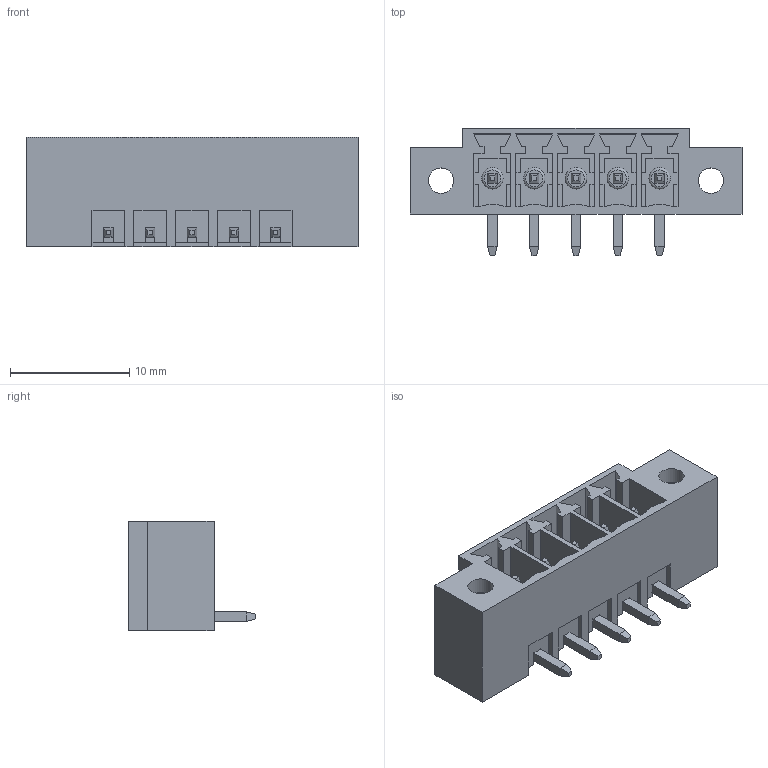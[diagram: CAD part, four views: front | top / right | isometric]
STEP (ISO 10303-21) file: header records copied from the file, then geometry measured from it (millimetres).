
FILE_DESCRIPTION( ( 'Unknown' ), '1' );
FILE_NAME( '691325110005.stp', 'Unknown', ( 'Unknown' ), ( 'Unknown' ), 'PSStep 14.0', 'Unknown', ' ' );
FILE_SCHEMA( ( 'AUTOMOTIVE_DESIGN { 1 0 10303 214 1 1 1 1 }' ) );
Length unit declared in the file: millimetre
Products named in the file (4): Assem1; 6913251100xx_INSERT; 691325110005; 6913251100xx_PIN
Assembly tree (8 placements, depth 2):
  Assem1
    6913251100xx_INSERT  x2
    691325110005
    6913251100xx_PIN  x5
Bounding box: 27.8 x 10.7 x 9.2 mm (x, y, z)
Volume: 959.6 mm3; surface area: 2645.2 mm2
Topology: 8 solids, 8 shells, 338 faces, 894 edges, 579 vertices
Faces by surface type: plane 310, cylinder 19, torus 9
Full cylindrical faces by diameter (mm): 1.8 x5, 2.121 x4
Entity records: 10429 total; most frequent: CARTESIAN_POINT 1685, ORIENTED_EDGE 1396, DIRECTION 1257, EDGE_CURVE 698, LINE 651, VECTOR 651, VERTEX_POINT 467, AXIS2_PLACEMENT_3D 303
